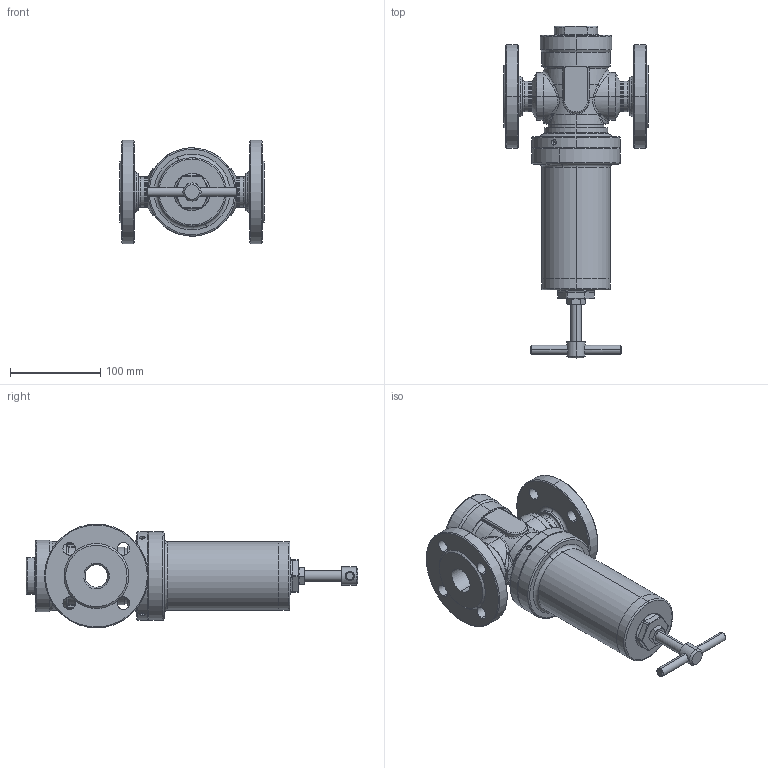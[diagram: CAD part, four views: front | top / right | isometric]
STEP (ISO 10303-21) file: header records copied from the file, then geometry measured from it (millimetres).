
FILE_DESCRIPTION (( 'STEP AP203' ), '1' );
FILE_NAME ('Typ_81-BG_II-D025-(84).STEP', '2021-04-13T05:17:55', ( '' ), ( '' ), 'SwSTEP 2.0', 'SolidWorks 2016', '' );
FILE_SCHEMA (( 'CONFIG_CONTROL_DESIGN' ));
Length unit declared in the file: millimetre
Products named in the file (1): Typ_81-BG_II-D025-(84)
Bounding box: 160 x 368 x 115 mm (x, y, z)
Volume: 739825.4 mm3; surface area: 263470.1 mm2
Topology: 10 solids, 10 shells, 529 faces, 1216 edges, 719 vertices
Faces by surface type: cylinder 181, cone 116, torus 95, plane 75, bspline 62
Entity records: 18829 total; most frequent: CARTESIAN_POINT 7048, DIRECTION 2539, ORIENTED_EDGE 2412, EDGE_CURVE 1206, AXIS2_PLACEMENT_3D 1113, VERTEX_POINT 719, CIRCLE 645, EDGE_LOOP 589
